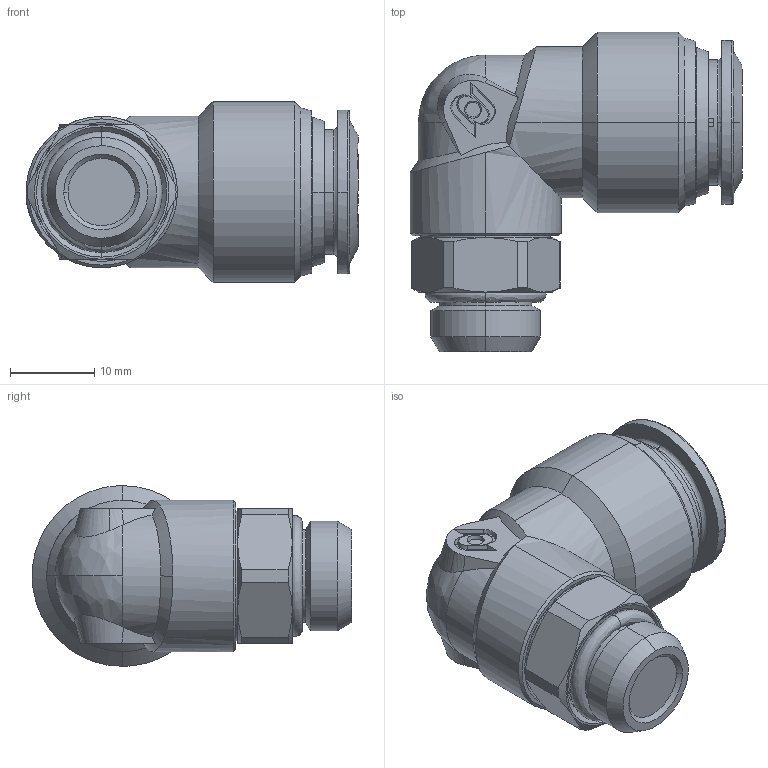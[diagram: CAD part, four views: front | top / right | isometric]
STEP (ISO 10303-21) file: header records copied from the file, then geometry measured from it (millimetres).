
FILE_DESCRIPTION (( 'STEP AP214' ), '1' );
FILE_NAME ('PL12-G02_ME.STEP', '2018-09-06T13:03:32', ( '' ), ( '' ), 'SwSTEP 2.0', 'SolidWorks 2018', '' );
FILE_SCHEMA (( 'AUTOMOTIVE_DESIGN' ));
Length unit declared in the file: millimetre
Products named in the file (1): PL12-G02_ME
Bounding box: 39.5 x 38.05 x 21.5 mm (x, y, z)
Volume: 13755.6 mm3; surface area: 4776.4 mm2
Topology: 3 solids, 3 shells, 180 faces, 425 edges, 265 vertices
Faces by surface type: bspline 180
Entity records: 10013 total; most frequent: CARTESIAN_POINT 6770, ORIENTED_EDGE 842, EDGE_CURVE 421, B_SPLINE_CURVE_WITH_KNOTS 304, VERTEX_POINT 265, EDGE_LOOP 198, FACE_OUTER_BOUND 180, ADVANCED_FACE 180
